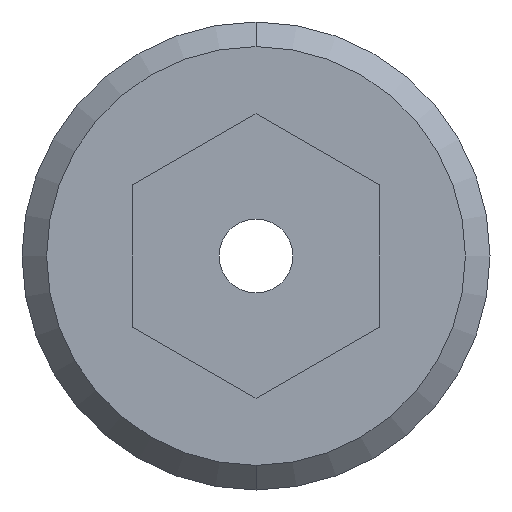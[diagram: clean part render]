
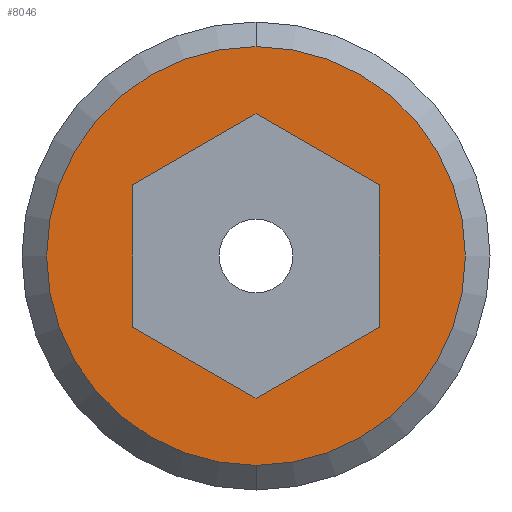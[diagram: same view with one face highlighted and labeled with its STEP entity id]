
A CAD part, left-side view. The second image highlights one B-rep face of the part: STEP entity #8046.
In plain terms, the highlighted planar face has unit normal (-1, 0, 0).
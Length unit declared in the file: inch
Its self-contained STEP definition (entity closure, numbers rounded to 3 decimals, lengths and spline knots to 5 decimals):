
#3401=CARTESIAN_POINT('',(-0.162,0.,0.));
#3402=DIRECTION('',(-1.,0.,0.));
#3403=DIRECTION('',(0.,1.,0.));
#3404=AXIS2_PLACEMENT_3D('',#3401,#3402,#3403);
#3419=DIRECTION('',(0.,0.5,0.866));
#3420=VECTOR('',#3419,0.08083);
#3421=CARTESIAN_POINT('',(-0.162,0.04041,-0.07));
#3422=LINE('',#3421,#3420);
#3423=DIRECTION('',(0.,1.,0.));
#3424=VECTOR('',#3423,0.08083);
#3425=CARTESIAN_POINT('',(-0.162,-0.04041,-0.07));
#3426=LINE('',#3425,#3424);
#3427=DIRECTION('',(0.,0.5,-0.866));
#3428=VECTOR('',#3427,0.08083);
#3429=CARTESIAN_POINT('',(-0.162,-0.08083,0.));
#3430=LINE('',#3429,#3428);
#3431=DIRECTION('',(0.,-0.5,-0.866));
#3432=VECTOR('',#3431,0.08083);
#3433=CARTESIAN_POINT('',(-0.162,-0.04041,0.07));
#3434=LINE('',#3433,#3432);
#3435=DIRECTION('',(0.,-1.,0.));
#3436=VECTOR('',#3435,0.08083);
#3437=CARTESIAN_POINT('',(-0.162,0.04041,0.07));
#3438=LINE('',#3437,#3436);
#3439=DIRECTION('',(0.,-0.5,0.866));
#3440=VECTOR('',#3439,0.08083);
#3441=CARTESIAN_POINT('',(-0.162,0.08083,0.));
#3442=LINE('',#3441,#3440);
#3443=CARTESIAN_POINT('',(-0.162,0.,0.));
#3444=DIRECTION('',(1.,0.,0.));
#3445=DIRECTION('',(0.,1.,0.));
#3446=AXIS2_PLACEMENT_3D('',#3443,#3444,#3445);
#3663=CARTESIAN_POINT('',(-0.162,0.119,0.));
#3664=CARTESIAN_POINT('',(-0.162,-0.119,0.));
#3665=VERTEX_POINT('',#3663);
#3666=VERTEX_POINT('',#3664);
#3683=CARTESIAN_POINT('',(-0.162,0.04041,-0.07));
#3684=CARTESIAN_POINT('',(-0.162,0.08083,0.));
#3685=VERTEX_POINT('',#3683);
#3686=VERTEX_POINT('',#3684);
#3687=CARTESIAN_POINT('',(-0.162,-0.04041,-0.07));
#3688=VERTEX_POINT('',#3687);
#3689=CARTESIAN_POINT('',(-0.162,-0.08083,0.));
#3690=VERTEX_POINT('',#3689);
#3691=CARTESIAN_POINT('',(-0.162,-0.04041,0.07));
#3692=VERTEX_POINT('',#3691);
#3693=CARTESIAN_POINT('',(-0.162,0.04041,0.07));
#3694=VERTEX_POINT('',#3693);
#8022=CARTESIAN_POINT('',(-0.162,0.,0.));
#8023=DIRECTION('',(1.,0.,0.));
#8024=DIRECTION('',(0.,-1.,0.));
#8025=AXIS2_PLACEMENT_3D('',#8022,#8023,#8024);
#8026=PLANE('',#8025);
#8027=ORIENTED_EDGE('',*,*,#8012,.F.);
#8029=ORIENTED_EDGE('',*,*,#8028,.T.);
#8030=EDGE_LOOP('',(#8027,#8029));
#8031=FACE_OUTER_BOUND('',#8030,.F.);
#8033=ORIENTED_EDGE('',*,*,#8032,.F.);
#8035=ORIENTED_EDGE('',*,*,#8034,.F.);
#8037=ORIENTED_EDGE('',*,*,#8036,.F.);
#8039=ORIENTED_EDGE('',*,*,#8038,.F.);
#8041=ORIENTED_EDGE('',*,*,#8040,.F.);
#8043=ORIENTED_EDGE('',*,*,#8042,.F.);
#8044=EDGE_LOOP('',(#8033,#8035,#8037,#8039,#8041,#8043));
#8045=FACE_BOUND('',#8044,.F.);
#3405=CIRCLE('',#3404,0.119);
#3447=CIRCLE('',#3446,0.119);
#8012=EDGE_CURVE('',#3665,#3666,#3405,.T.);
#8028=EDGE_CURVE('',#3665,#3666,#3447,.T.);
#8032=EDGE_CURVE('',#3685,#3686,#3422,.T.);
#8034=EDGE_CURVE('',#3688,#3685,#3426,.T.);
#8036=EDGE_CURVE('',#3690,#3688,#3430,.T.);
#8038=EDGE_CURVE('',#3692,#3690,#3434,.T.);
#8040=EDGE_CURVE('',#3694,#3692,#3438,.T.);
#8042=EDGE_CURVE('',#3686,#3694,#3442,.T.);
#8046=ADVANCED_FACE('',(#8031,#8045),#8026,.F.);
